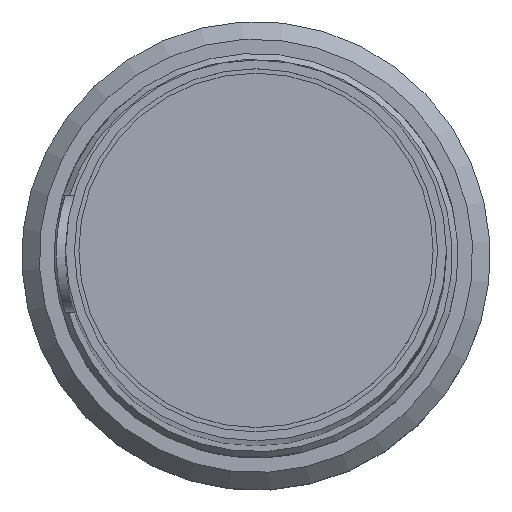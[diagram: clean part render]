
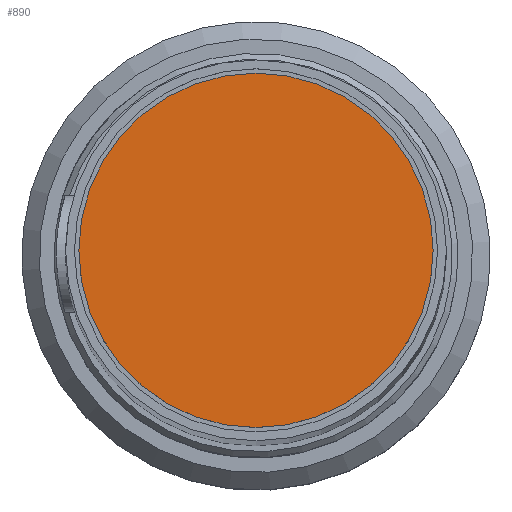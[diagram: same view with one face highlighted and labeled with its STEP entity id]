
A CAD part, top view. The second image highlights one B-rep face of the part: STEP entity #890.
In plain terms, the highlighted planar face has unit normal (0, 0, 1).
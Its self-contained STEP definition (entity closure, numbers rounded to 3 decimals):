
#136=CIRCLE('',#1009,3.025);
#166=PLANE('',#1008);
#258=FACE_OUTER_BOUND('',#361,.T.);
#361=EDGE_LOOP('',(#709));
#482=VERTEX_POINT('',#1673);
#564=EDGE_CURVE('',#482,#482,#136,.T.);
#709=ORIENTED_EDGE('',*,*,#564,.T.);
#890=ADVANCED_FACE('',(#258),#166,.T.);
#1008=AXIS2_PLACEMENT_3D('',#1672,#1226,#1227);
#1009=AXIS2_PLACEMENT_3D('',#1674,#1228,#1229);
#1226=DIRECTION('center_axis',(0.,0.,1.));
#1227=DIRECTION('ref_axis',(1.,0.,0.));
#1228=DIRECTION('center_axis',(0.,0.,1.));
#1229=DIRECTION('ref_axis',(0.814,-0.581,0.));
#1672=CARTESIAN_POINT('Origin',(0.,-3.025,50.5));
#1673=CARTESIAN_POINT('',(3.025,0.,50.5));
#1674=CARTESIAN_POINT('Origin',(0.,0.,
50.5));
